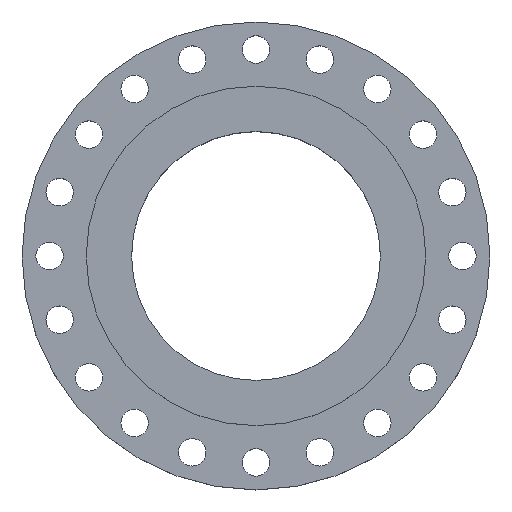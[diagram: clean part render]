
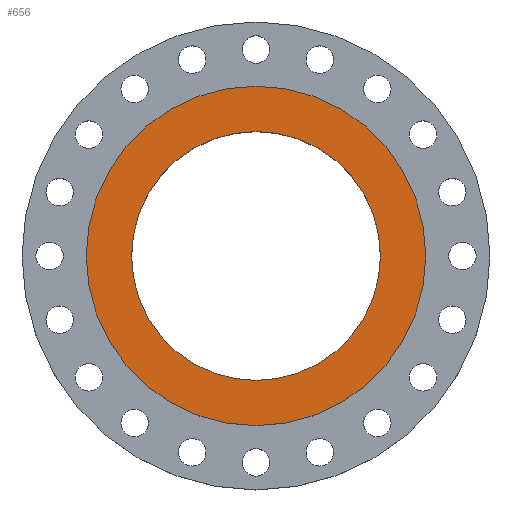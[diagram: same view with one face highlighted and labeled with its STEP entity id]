
A CAD part, top view. The second image highlights one B-rep face of the part: STEP entity #656.
In plain terms, the highlighted planar face has unit normal (0, 0, 1).
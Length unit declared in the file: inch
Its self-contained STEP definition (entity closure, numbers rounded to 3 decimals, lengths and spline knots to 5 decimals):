
#116 = EDGE_LOOP ( 'NONE', ( #499, #1852 ) ) ;
#120 = CARTESIAN_POINT ( 'NONE',  ( 0., 0., 0. ) ) ;
#132 = DIRECTION ( 'NONE',  ( 1., 0., 0. ) ) ;
#139 = AXIS2_PLACEMENT_3D ( 'NONE', #1272, #317, #473 ) ;
#302 = FACE_BOUND ( 'NONE', #116, .T. ) ;
#308 = EDGE_CURVE ( 'NONE', #1448, #577, #1548, .T. ) ;
#317 = DIRECTION ( 'NONE',  ( 0., 0., 1. ) ) ;
#335 = AXIS2_PLACEMENT_3D ( 'NONE', #630, #2069, #132 ) ;
#368 = AXIS2_PLACEMENT_3D ( 'NONE', #120, #1427, #1129 ) ;
#419 = VERTEX_POINT ( 'NONE', #1159 ) ;
#433 = DIRECTION ( 'NONE',  ( 0., 0., -1. ) ) ;
#473 = DIRECTION ( 'NONE',  ( 1., 0., 0. ) ) ;
#497 = ORIENTED_EDGE ( 'NONE', *, *, #308, .T. ) ;
#499 = ORIENTED_EDGE ( 'NONE', *, *, #1015, .F. ) ;
#577 = VERTEX_POINT ( 'NONE', #1571 ) ;
#578 = AXIS2_PLACEMENT_3D ( 'NONE', #1424, #433, #1917 ) ;
#607 = CARTESIAN_POINT ( 'NONE',  ( 0., 0., 0. ) ) ;
#630 = CARTESIAN_POINT ( 'NONE',  ( 0., 0., 0. ) ) ;
#656 = ADVANCED_FACE ( 'NONE', ( #302, #783 ), #1072, .F. ) ;
#755 = EDGE_LOOP ( 'NONE', ( #497, #2052 ) ) ;
#783 = FACE_OUTER_BOUND ( 'NONE', #755, .T. ) ;
#988 = CARTESIAN_POINT ( 'NONE',  ( -6.78125, 0., 0. ) ) ;
#1015 = EDGE_CURVE ( 'NONE', #419, #1144, #1342, .T. ) ;
#1072 = PLANE ( 'NONE',  #578 ) ;
#1095 = EDGE_CURVE ( 'NONE', #1144, #419, #1647, .T. ) ;
#1125 = DIRECTION ( 'NONE',  ( 1., 0., 0. ) ) ;
#1129 = DIRECTION ( 'NONE',  ( 1., 0., 0. ) ) ;
#1144 = VERTEX_POINT ( 'NONE', #988 ) ;
#1159 = CARTESIAN_POINT ( 'NONE',  ( 6.78125, 0., 0. ) ) ;
#1269 = CARTESIAN_POINT ( 'NONE',  ( 9.25, 0., 0. ) ) ;
#1272 = CARTESIAN_POINT ( 'NONE',  ( 0., 0., 0. ) ) ;
#1342 = CIRCLE ( 'NONE', #139, 6.78125 ) ;
#1424 = CARTESIAN_POINT ( 'NONE',  ( 0., 6.78125, 0. ) ) ;
#1427 = DIRECTION ( 'NONE',  ( 0., 0., 1. ) ) ;
#1429 = EDGE_CURVE ( 'NONE', #577, #1448, #1993, .T. ) ;
#1448 = VERTEX_POINT ( 'NONE', #1269 ) ;
#1548 = CIRCLE ( 'NONE', #1605, 9.25 ) ;
#1571 = CARTESIAN_POINT ( 'NONE',  ( -9.25, 0., 0. ) ) ;
#1605 = AXIS2_PLACEMENT_3D ( 'NONE', #607, #1935, #1125 ) ;
#1647 = CIRCLE ( 'NONE', #368, 6.78125 ) ;
#1852 = ORIENTED_EDGE ( 'NONE', *, *, #1095, .F. ) ;
#1917 = DIRECTION ( 'NONE',  ( -1., 0., 0. ) ) ;
#1935 = DIRECTION ( 'NONE',  ( 0., 0., 1. ) ) ;
#1993 = CIRCLE ( 'NONE', #335, 9.25 ) ;
#2052 = ORIENTED_EDGE ( 'NONE', *, *, #1429, .T. ) ;
#2069 = DIRECTION ( 'NONE',  ( 0., 0., 1. ) ) ;
